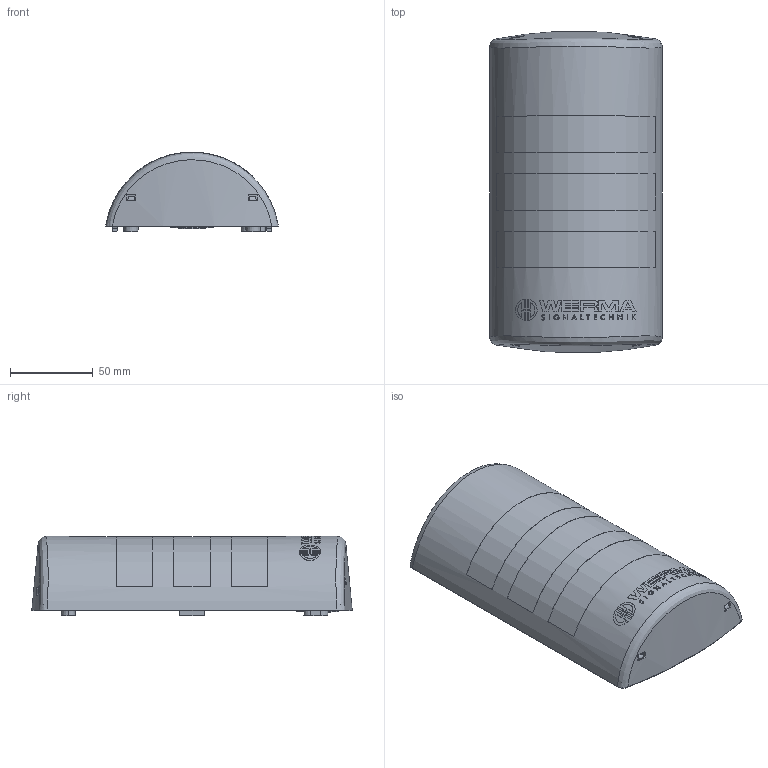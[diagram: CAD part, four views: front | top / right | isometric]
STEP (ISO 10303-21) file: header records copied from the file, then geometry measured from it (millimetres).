
FILE_DESCRIPTION (( 'STEP AP214' ), '1' );
FILE_NAME ('69140055.STEP', '2018-02-26T17:10:17', ( '' ), ( '' ), 'SwSTEP 2.0', 'SolidWorks 2017', '' );
FILE_SCHEMA (( 'AUTOMOTIVE_DESIGN' ));
Length unit declared in the file: inch
Products named in the file (1): 69140055
Bounding box: 104.69 x 194.19 x 48.29 mm (x, y, z)
Volume: 628664 mm3; surface area: 59794.3 mm2
Topology: 1 solids, 1 shells, 1074 faces, 2906 edges, 1924 vertices
Faces by surface type: plane 520, bspline 361, cylinder 128, cone 63, torus 2
Entity records: 46973 total; most frequent: CARTESIAN_POINT 22836, ORIENTED_EDGE 5812, DIRECTION 3632, EDGE_CURVE 2906, VERTEX_POINT 1924, VECTOR 1512, LINE 1512, EDGE_LOOP 1164
